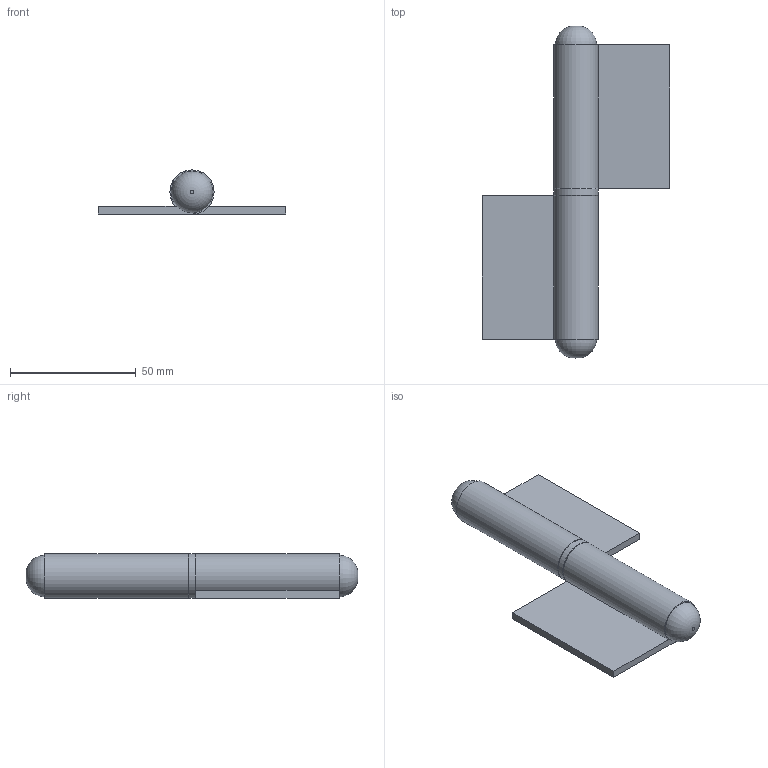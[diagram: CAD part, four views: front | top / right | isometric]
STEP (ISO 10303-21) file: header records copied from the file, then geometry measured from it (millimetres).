
FILE_DESCRIPTION (( 'STEP AP203' ), '1' );
FILE_NAME ('430-120L.step', '2022-07-01T08:23:36', ( '' ), ( '' ), 'SwSTEP 2.0', 'SolidWorks 2018', '' );
FILE_SCHEMA (( 'CONFIG_CONTROL_DESIGN' ));
Length unit declared in the file: millimetre
Products named in the file (3): 430-xxL Teil2_430-120L Teil2; 430-120L; 430-xxL Teil1_430-120L Teil1
Assembly tree (2 placements, depth 2):
  430-120L
    430-xxL Teil2_430-120L Teil2
    430-xxL Teil1_430-120L Teil1
Bounding box: 74.5 x 132 x 17.5 mm (x, y, z)
Volume: 36511.8 mm3; surface area: 23132.2 mm2
Topology: 3 solids, 3 shells, 232 faces, 601 edges, 399 vertices
Faces by surface type: plane 134, bspline 86, cylinder 7, torus 4, cone 1
Full cylindrical faces by diameter (mm): 11.3 x2, 17.5 x1
Entity records: 11987 total; most frequent: CARTESIAN_POINT 6635, ORIENTED_EDGE 1178, DIRECTION 742, EDGE_CURVE 589, VERTEX_POINT 395, LINE 394, VECTOR 394, EDGE_LOOP 264
